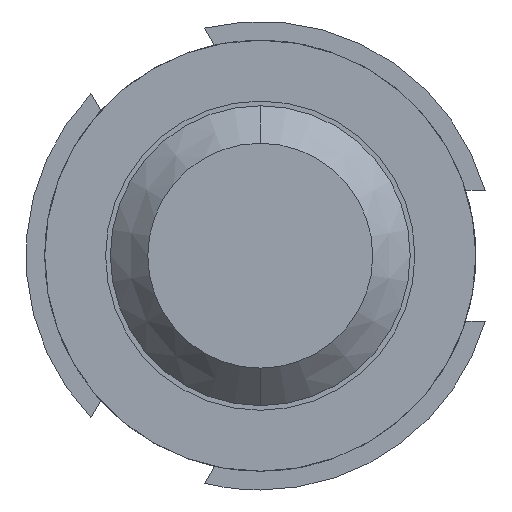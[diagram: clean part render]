
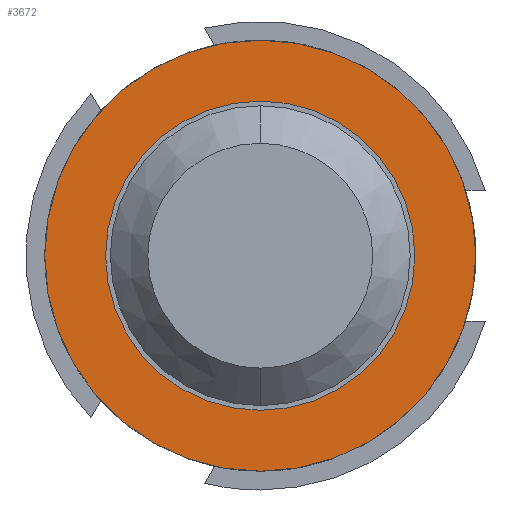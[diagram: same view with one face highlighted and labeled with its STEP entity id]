
A CAD part, front view. The second image highlights one B-rep face of the part: STEP entity #3672.
In plain terms, the highlighted planar face has unit normal (0, -1, 0).
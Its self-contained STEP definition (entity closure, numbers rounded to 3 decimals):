
#175 = DIRECTION ( 'NONE',  ( 0., 1., 0. ) ) ;
#272 = ORIENTED_EDGE ( 'NONE', *, *, #3178, .T. ) ;
#372 = VERTEX_POINT ( 'NONE', #1710 ) ;
#668 = EDGE_CURVE ( 'Defeature ausgef�hrt4_46+Defeature ausgef�hrt4_45+Defeature ausgef�hrt4_45+Defeature ausgef�hrt4_45', #1204, #372, #741, .T. ) ;
#741 = CIRCLE ( 'NONE', #4469, 0.825 ) ;
#769 = EDGE_LOOP ( 'NONE', ( #1432, #2507 ) ) ;
#973 = DIRECTION ( 'NONE',  ( 0., 1., 0. ) ) ;
#1079 = FACE_BOUND ( 'NONE', #1847, .T. ) ;
#1204 = VERTEX_POINT ( 'NONE', #2386 ) ;
#1289 = DIRECTION ( 'NONE',  ( 0., 0., 1. ) ) ;
#1313 = CARTESIAN_POINT ( 'NONE',  ( 0.825, -1.5, 0. ) ) ;
#1432 = ORIENTED_EDGE ( 'NONE', *, *, #2977, .F. ) ;
#1462 = CARTESIAN_POINT ( 'NONE',  ( 0., -1.5, 0. ) ) ;
#1661 = CARTESIAN_POINT ( 'NONE',  ( 0., -1.5, -1.15 ) ) ;
#1710 = CARTESIAN_POINT ( 'NONE',  ( 0., -1.5, -0.825 ) ) ;
#1813 = DIRECTION ( 'NONE',  ( 0., 1., 0. ) ) ;
#1835 = DIRECTION ( 'NONE',  ( 0., 1., 0. ) ) ;
#1847 = EDGE_LOOP ( 'NONE', ( #3174, #272 ) ) ;
#1851 = EDGE_CURVE ( 'Defeature ausgef�hrt4_42+Defeature ausgef�hrt4_46+Defeature ausgef�hrt4_46+Defeature ausgef�hrt4_46', #3018, #2813, #4003, .T. ) ;
#1889 = FACE_OUTER_BOUND ( 'NONE', #769, .T. ) ;
#1966 = PLANE ( 'NONE',  #3000 ) ;
#2232 = AXIS2_PLACEMENT_3D ( 'NONE', #3070, #2327, #4159 ) ;
#2327 = DIRECTION ( 'NONE',  ( 0., 1., 0. ) ) ;
#2386 = CARTESIAN_POINT ( 'NONE',  ( 0., -1.5, 0.825 ) ) ;
#2507 = ORIENTED_EDGE ( 'NONE', *, *, #1851, .F. ) ;
#2678 = DIRECTION ( 'NONE',  ( 0., 0., 1. ) ) ;
#2679 = CARTESIAN_POINT ( 'NONE',  ( 0., -1.5, 1.15 ) ) ;
#2813 = VERTEX_POINT ( 'NONE', #2679 ) ;
#2898 = DIRECTION ( 'NONE',  ( 0., 0., 1. ) ) ;
#2904 = CARTESIAN_POINT ( 'NONE',  ( 0., -1.5, 0. ) ) ;
#2977 = EDGE_CURVE ( 'Defeature ausgef�hrt4_42+Defeature ausgef�hrt4_46+Defeature ausgef�hrt4_46+Defeature ausgef�hrt4_46', #2813, #3018, #3361, .T. ) ;
#3000 = AXIS2_PLACEMENT_3D ( 'NONE', #1313, #973, #1289 ) ;
#3018 = VERTEX_POINT ( 'NONE', #1661 ) ;
#3070 = CARTESIAN_POINT ( 'NONE',  ( 0., -1.5, 0. ) ) ;
#3174 = ORIENTED_EDGE ( 'NONE', *, *, #668, .T. ) ;
#3178 = EDGE_CURVE ( 'Defeature ausgef�hrt4_46+Defeature ausgef�hrt4_45+Defeature ausgef�hrt4_45+Defeature ausgef�hrt4_45', #372, #1204, #3477, .T. ) ;
#3361 = CIRCLE ( 'NONE', #2232, 1.15 ) ;
#3471 = AXIS2_PLACEMENT_3D ( 'NONE', #2904, #1813, #4348 ) ;
#3477 = CIRCLE ( 'NONE', #4305, 0.825 ) ;
#3672 = ADVANCED_FACE ( 'Defeature ausgef�hrt4_46', ( #1889, #1079 ), #1966, .F. ) ;
#4003 = CIRCLE ( 'NONE', #3471, 1.15 ) ;
#4159 = DIRECTION ( 'NONE',  ( 0., 0., 1. ) ) ;
#4305 = AXIS2_PLACEMENT_3D ( 'NONE', #1462, #1835, #2898 ) ;
#4348 = DIRECTION ( 'NONE',  ( 0., 0., 1. ) ) ;
#4464 = CARTESIAN_POINT ( 'NONE',  ( 0., -1.5, 0. ) ) ;
#4469 = AXIS2_PLACEMENT_3D ( 'NONE', #4464, #175, #2678 ) ;
